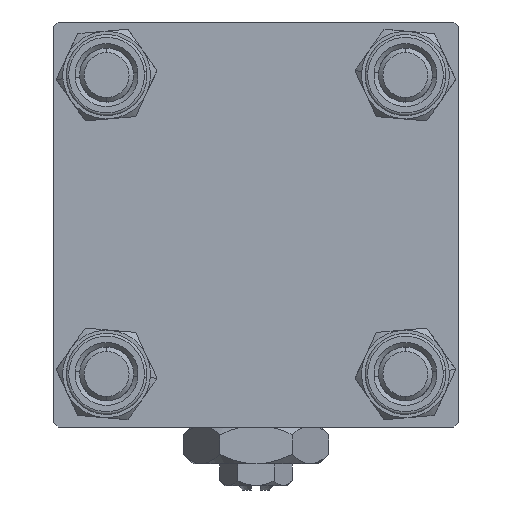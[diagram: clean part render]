
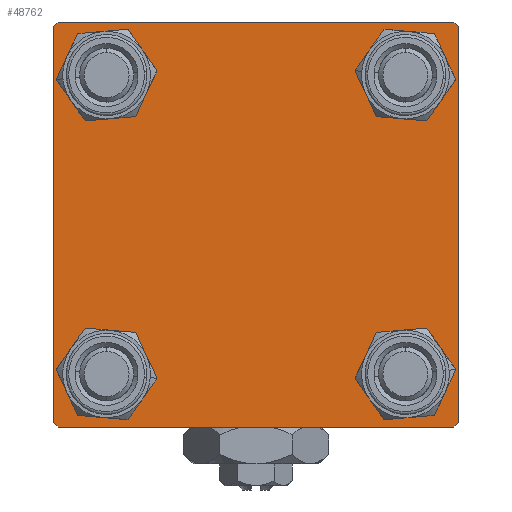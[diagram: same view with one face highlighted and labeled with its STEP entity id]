
A CAD part, left-side view. The second image highlights one B-rep face of the part: STEP entity #48762.
In plain terms, the highlighted planar face has unit normal (-1, 0, 0).
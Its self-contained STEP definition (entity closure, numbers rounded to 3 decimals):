
#767 = VECTOR ( 'NONE', #27655, 1000. ) ;
#1477 = DIRECTION ( 'NONE',  ( 0., 0.707, 0.707 ) ) ;
#1544 = CARTESIAN_POINT ( 'NONE',  ( 0., -16.6, -16.6 ) ) ;
#2349 = AXIS2_PLACEMENT_3D ( 'NONE', #15647, #33832, #11159 ) ;
#2625 = CARTESIAN_POINT ( 'NONE',  ( 0., -22.25, -22.25 ) ) ;
#2737 = LINE ( 'NONE', #15902, #35445 ) ;
#3072 = AXIS2_PLACEMENT_3D ( 'NONE', #16719, #20619, #3273 ) ;
#3273 = DIRECTION ( 'NONE',  ( 0., 0., 1. ) ) ;
#3691 = CARTESIAN_POINT ( 'NONE',  ( 0., 16.6, 16.6 ) ) ;
#3761 = AXIS2_PLACEMENT_3D ( 'NONE', #3691, #40678, #17732 ) ;
#5090 = AXIS2_PLACEMENT_3D ( 'NONE', #29080, #6396, #47249 ) ;
#6243 = LINE ( 'NONE', #28926, #50630 ) ;
#6354 = VERTEX_POINT ( 'NONE', #31687 ) ;
#6396 = DIRECTION ( 'NONE',  ( 1., 0., 0. ) ) ;
#6975 = ORIENTED_EDGE ( 'NONE', *, *, #23442, .T. ) ;
#7280 = VECTOR ( 'NONE', #32666, 1000. ) ;
#7507 = CARTESIAN_POINT ( 'NONE',  ( 0., -22., -22.5 ) ) ;
#7717 = EDGE_CURVE ( 'NONE', #8948, #9126, #29780, .T. ) ;
#8177 = FACE_BOUND ( 'NONE', #18976, .T. ) ;
#8321 = VERTEX_POINT ( 'NONE', #52474 ) ;
#8737 = EDGE_LOOP ( 'NONE', ( #10580, #43531 ) ) ;
#8948 = VERTEX_POINT ( 'NONE', #7507 ) ;
#9126 = VERTEX_POINT ( 'NONE', #33135 ) ;
#9228 = ORIENTED_EDGE ( 'NONE', *, *, #13587, .T. ) ;
#9452 = LINE ( 'NONE', #18704, #767 ) ;
#10263 = VERTEX_POINT ( 'NONE', #11715 ) ;
#10580 = ORIENTED_EDGE ( 'NONE', *, *, #15362, .T. ) ;
#11159 = DIRECTION ( 'NONE',  ( 0., 0., 1. ) ) ;
#11715 = CARTESIAN_POINT ( 'NONE',  ( 0., -16.6, 20.1 ) ) ;
#11957 = CARTESIAN_POINT ( 'NONE',  ( 0., 22.5, -22. ) ) ;
#12239 = DIRECTION ( 'NONE',  ( 0., 0., -1. ) ) ;
#13261 = FACE_BOUND ( 'NONE', #14078, .T. ) ;
#13565 = EDGE_CURVE ( 'NONE', #30325, #46608, #54541, .T. ) ;
#13587 = EDGE_CURVE ( 'NONE', #26267, #43383, #56993, .T. ) ;
#13909 = CARTESIAN_POINT ( 'NONE',  ( 0., 16.6, 16.6 ) ) ;
#14078 = EDGE_LOOP ( 'NONE', ( #53057, #17055 ) ) ;
#15200 = DIRECTION ( 'NONE',  ( 0., -1., 0. ) ) ;
#15362 = EDGE_CURVE ( 'NONE', #10263, #8321, #48853, .T. ) ;
#15647 = CARTESIAN_POINT ( 'NONE',  ( 0., 16.6, -16.6 ) ) ;
#15772 = CARTESIAN_POINT ( 'NONE',  ( 0., 22., -22.5 ) ) ;
#15902 = CARTESIAN_POINT ( 'NONE',  ( 0., 22.25, 22.25 ) ) ;
#16136 = EDGE_LOOP ( 'NONE', ( #9228, #24208, #56038, #41059, #17456, #55579, #27859, #44700 ) ) ;
#16371 = DIRECTION ( 'NONE',  ( 0., -0.707, 0.707 ) ) ;
#16423 = CARTESIAN_POINT ( 'NONE',  ( 0., -16.6, -13.1 ) ) ;
#16719 = CARTESIAN_POINT ( 'NONE',  ( 0., -16.6, -16.6 ) ) ;
#16946 = CARTESIAN_POINT ( 'NONE',  ( 0., 16.6, -20.1 ) ) ;
#16981 = CARTESIAN_POINT ( 'NONE',  ( 0., -16.6, -20.1 ) ) ;
#17055 = ORIENTED_EDGE ( 'NONE', *, *, #23139, .T. ) ;
#17128 = FACE_OUTER_BOUND ( 'NONE', #16136, .T. ) ;
#17456 = ORIENTED_EDGE ( 'NONE', *, *, #41428, .F. ) ;
#17732 = DIRECTION ( 'NONE',  ( 0., 0., 1. ) ) ;
#18295 = EDGE_CURVE ( 'NONE', #43383, #54347, #27703, .T. ) ;
#18704 = CARTESIAN_POINT ( 'NONE',  ( 0., -22.5, 22.5 ) ) ;
#18976 = EDGE_LOOP ( 'NONE', ( #51546, #47351 ) ) ;
#20619 = DIRECTION ( 'NONE',  ( 1., 0., 0. ) ) ;
#21371 = CIRCLE ( 'NONE', #50900, 3.5 ) ;
#21598 = DIRECTION ( 'NONE',  ( 0., 0., 1. ) ) ;
#21915 = AXIS2_PLACEMENT_3D ( 'NONE', #22810, #27288, #58899 ) ;
#22810 = CARTESIAN_POINT ( 'NONE',  ( 0., -16.6, 16.6 ) ) ;
#23139 = EDGE_CURVE ( 'NONE', #23822, #46694, #28094, .T. ) ;
#23294 = VECTOR ( 'NONE', #41405, 1000. ) ;
#23442 = EDGE_CURVE ( 'NONE', #46608, #30325, #21371, .T. ) ;
#23822 = VERTEX_POINT ( 'NONE', #16946 ) ;
#24208 = ORIENTED_EDGE ( 'NONE', *, *, #18295, .T. ) ;
#25531 = VERTEX_POINT ( 'NONE', #40801 ) ;
#25789 = VECTOR ( 'NONE', #15200, 1000. ) ;
#26267 = VERTEX_POINT ( 'NONE', #50658 ) ;
#26374 = PLANE ( 'NONE',  #40039 ) ;
#26603 = AXIS2_PLACEMENT_3D ( 'NONE', #13909, #32091, #50269 ) ;
#26742 = VERTEX_POINT ( 'NONE', #42457 ) ;
#27288 = DIRECTION ( 'NONE',  ( 1., 0., 0. ) ) ;
#27655 = DIRECTION ( 'NONE',  ( 0., 0., -1. ) ) ;
#27703 = LINE ( 'NONE', #27998, #23294 ) ;
#27859 = ORIENTED_EDGE ( 'NONE', *, *, #37669, .F. ) ;
#27998 = CARTESIAN_POINT ( 'NONE',  ( 0., 22.25, -22.25 ) ) ;
#28094 = CIRCLE ( 'NONE', #2349, 3.5 ) ;
#28926 = CARTESIAN_POINT ( 'NONE',  ( 0., -22.25, 22.25 ) ) ;
#28997 = DIRECTION ( 'NONE',  ( 1., 0., 0. ) ) ;
#29080 = CARTESIAN_POINT ( 'NONE',  ( 0., -16.6, 16.6 ) ) ;
#29780 = LINE ( 'NONE', #2625, #43856 ) ;
#29849 = DIRECTION ( 'NONE',  ( 0., 0., 1. ) ) ;
#30325 = VERTEX_POINT ( 'NONE', #16981 ) ;
#30407 = CARTESIAN_POINT ( 'NONE',  ( 0., 16.6, -13.1 ) ) ;
#31445 = FACE_BOUND ( 'NONE', #33258, .T. ) ;
#31687 = CARTESIAN_POINT ( 'NONE',  ( 0., -22., 22.5 ) ) ;
#32091 = DIRECTION ( 'NONE',  ( 1., 0., 0. ) ) ;
#32144 = EDGE_CURVE ( 'NONE', #46694, #23822, #50574, .T. ) ;
#32379 = CIRCLE ( 'NONE', #3761, 3.5 ) ;
#32666 = DIRECTION ( 'NONE',  ( 0., -1., 0. ) ) ;
#33135 = CARTESIAN_POINT ( 'NONE',  ( 0., -22.5, -22. ) ) ;
#33258 = EDGE_LOOP ( 'NONE', ( #6975, #48154 ) ) ;
#33750 = CARTESIAN_POINT ( 'NONE',  ( 0., 16.6, -16.6 ) ) ;
#33832 = DIRECTION ( 'NONE',  ( 1., 0., 0. ) ) ;
#35120 = CARTESIAN_POINT ( 'NONE',  ( 0., 16.6, 13.1 ) ) ;
#35317 = DIRECTION ( 'NONE',  ( -1., 0., 0. ) ) ;
#35445 = VECTOR ( 'NONE', #57901, 1000. ) ;
#35619 = FACE_BOUND ( 'NONE', #8737, .T. ) ;
#36112 = CIRCLE ( 'NONE', #26603, 3.5 ) ;
#36436 = VECTOR ( 'NONE', #12239, 1000. ) ;
#37669 = EDGE_CURVE ( 'NONE', #56566, #6354, #50240, .T. ) ;
#37851 = LINE ( 'NONE', #56050, #25789 ) ;
#37963 = VERTEX_POINT ( 'NONE', #35120 ) ;
#39136 = AXIS2_PLACEMENT_3D ( 'NONE', #33750, #51935, #29849 ) ;
#40039 = AXIS2_PLACEMENT_3D ( 'NONE', #44249, #35317, #21598 ) ;
#40678 = DIRECTION ( 'NONE',  ( 1., 0., 0. ) ) ;
#40801 = CARTESIAN_POINT ( 'NONE',  ( 0., 16.6, 20.1 ) ) ;
#41059 = ORIENTED_EDGE ( 'NONE', *, *, #7717, .T. ) ;
#41405 = DIRECTION ( 'NONE',  ( 0., -0.707, -0.707 ) ) ;
#41428 = EDGE_CURVE ( 'NONE', #26742, #9126, #9452, .T. ) ;
#42457 = CARTESIAN_POINT ( 'NONE',  ( 0., -22.5, 22. ) ) ;
#43383 = VERTEX_POINT ( 'NONE', #11957 ) ;
#43531 = ORIENTED_EDGE ( 'NONE', *, *, #47269, .T. ) ;
#43856 = VECTOR ( 'NONE', #16371, 1000. ) ;
#44249 = CARTESIAN_POINT ( 'NONE',  ( 0., 0., 0. ) ) ;
#44700 = ORIENTED_EDGE ( 'NONE', *, *, #58326, .T. ) ;
#45079 = EDGE_CURVE ( 'NONE', #37963, #25531, #36112, .T. ) ;
#46101 = EDGE_CURVE ( 'NONE', #25531, #37963, #32379, .T. ) ;
#46357 = CARTESIAN_POINT ( 'NONE',  ( 0., 22.5, 22.5 ) ) ;
#46608 = VERTEX_POINT ( 'NONE', #16423 ) ;
#46694 = VERTEX_POINT ( 'NONE', #30407 ) ;
#47249 = DIRECTION ( 'NONE',  ( 0., 0., 1. ) ) ;
#47269 = EDGE_CURVE ( 'NONE', #8321, #10263, #56218, .T. ) ;
#47351 = ORIENTED_EDGE ( 'NONE', *, *, #45079, .T. ) ;
#48154 = ORIENTED_EDGE ( 'NONE', *, *, #13565, .T. ) ;
#48762 = ADVANCED_FACE ( 'NONE', ( #35619, #31445, #13261, #8177, #17128 ), #26374, .T. ) ;
#48853 = CIRCLE ( 'NONE', #5090, 3.5 ) ;
#49210 = CARTESIAN_POINT ( 'NONE',  ( 0., 22., 22.5 ) ) ;
#50240 = LINE ( 'NONE', #46357, #7280 ) ;
#50269 = DIRECTION ( 'NONE',  ( 0., 0., 1. ) ) ;
#50348 = EDGE_CURVE ( 'NONE', #54347, #8948, #37851, .T. ) ;
#50574 = CIRCLE ( 'NONE', #39136, 3.5 ) ;
#50630 = VECTOR ( 'NONE', #1477, 1000. ) ;
#50658 = CARTESIAN_POINT ( 'NONE',  ( 0., 22.5, 22. ) ) ;
#50900 = AXIS2_PLACEMENT_3D ( 'NONE', #1544, #28997, #55845 ) ;
#51546 = ORIENTED_EDGE ( 'NONE', *, *, #46101, .T. ) ;
#51935 = DIRECTION ( 'NONE',  ( 1., 0., 0. ) ) ;
#52474 = CARTESIAN_POINT ( 'NONE',  ( 0., -16.6, 13.1 ) ) ;
#53057 = ORIENTED_EDGE ( 'NONE', *, *, #32144, .T. ) ;
#53097 = CARTESIAN_POINT ( 'NONE',  ( 0., 22.5, 22.5 ) ) ;
#54347 = VERTEX_POINT ( 'NONE', #15772 ) ;
#54541 = CIRCLE ( 'NONE', #3072, 3.5 ) ;
#55579 = ORIENTED_EDGE ( 'NONE', *, *, #56009, .T. ) ;
#55845 = DIRECTION ( 'NONE',  ( 0., 0., 1. ) ) ;
#56009 = EDGE_CURVE ( 'NONE', #26742, #6354, #6243, .T. ) ;
#56038 = ORIENTED_EDGE ( 'NONE', *, *, #50348, .T. ) ;
#56050 = CARTESIAN_POINT ( 'NONE',  ( 0., 22.5, -22.5 ) ) ;
#56218 = CIRCLE ( 'NONE', #21915, 3.5 ) ;
#56566 = VERTEX_POINT ( 'NONE', #49210 ) ;
#56993 = LINE ( 'NONE', #53097, #36436 ) ;
#57901 = DIRECTION ( 'NONE',  ( 0., 0.707, -0.707 ) ) ;
#58326 = EDGE_CURVE ( 'NONE', #56566, #26267, #2737, .T. ) ;
#58899 = DIRECTION ( 'NONE',  ( 0., 0., 1. ) ) ;
